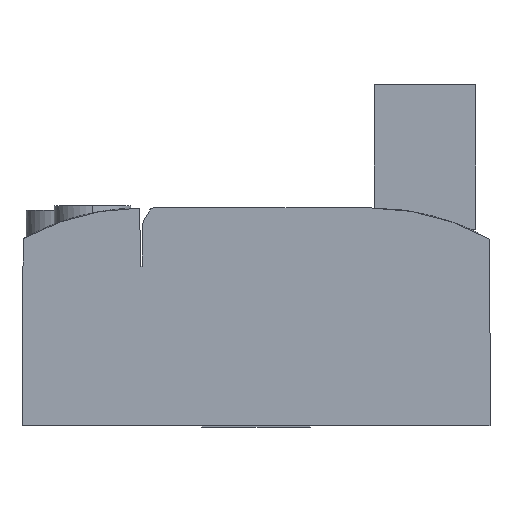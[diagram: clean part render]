
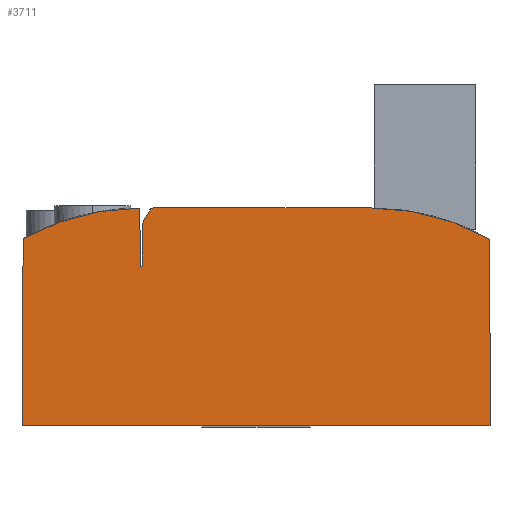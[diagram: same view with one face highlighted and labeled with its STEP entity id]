
A CAD part, left-side view. The second image highlights one B-rep face of the part: STEP entity #3711.
In plain terms, the highlighted planar face has unit normal (-1, 0, 0).
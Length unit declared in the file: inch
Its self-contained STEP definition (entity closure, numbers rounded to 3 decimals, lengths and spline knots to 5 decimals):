
#46 = ORIENTED_EDGE ( 'NONE', *, *, #1881, .T. ) ;
#91 = DIRECTION ( 'NONE',  ( 0., 0., -1. ) ) ;
#110 = CARTESIAN_POINT ( 'NONE',  ( -0.87598, 0.56783, 1.07058 ) ) ;
#192 = LINE ( 'NONE', #312, #1149 ) ;
#254 = DIRECTION ( 'NONE',  ( 0., 1., 0. ) ) ;
#270 = ORIENTED_EDGE ( 'NONE', *, *, #929, .F. ) ;
#303 = VECTOR ( 'NONE', #787, 39.37008 ) ;
#312 = CARTESIAN_POINT ( 'NONE',  ( -0.87598, 1.13691, 0.7874 ) ) ;
#331 = LINE ( 'NONE', #3829, #3681 ) ;
#404 = VERTEX_POINT ( 'NONE', #2458 ) ;
#463 = VECTOR ( 'NONE', #1192, 39.37008 ) ;
#466 = VECTOR ( 'NONE', #2100, 39.37008 ) ;
#489 = ORIENTED_EDGE ( 'NONE', *, *, #3272, .F. ) ;
#512 = EDGE_CURVE ( 'NONE', #2873, #1242, #4024, .T. ) ;
#524 = VERTEX_POINT ( 'NONE', #3121 ) ;
#526 = DIRECTION ( 'NONE',  ( 0., 0., -1. ) ) ;
#539 = DIRECTION ( 'NONE',  ( 0., -0.017, 1. ) ) ;
#550 = CARTESIAN_POINT ( 'NONE',  ( -0.87598, 0.50058, 1.05118 ) ) ;
#578 = ORIENTED_EDGE ( 'NONE', *, *, #512, .F. ) ;
#605 = ORIENTED_EDGE ( 'NONE', *, *, #628, .F. ) ;
#606 = EDGE_CURVE ( 'NONE', #821, #3926, #666, .T. ) ;
#628 = EDGE_CURVE ( 'NONE', #3316, #3122, #1948, .T. ) ;
#666 = CIRCLE ( 'NONE', #3406, 1.17126 ) ;
#715 = ORIENTED_EDGE ( 'NONE', *, *, #606, .F. ) ;
#727 = DIRECTION ( 'NONE',  ( 1., 0., 0. ) ) ;
#770 = DIRECTION ( 'NONE',  ( 1., 0., 0. ) ) ;
#787 = DIRECTION ( 'NONE',  ( 0., 1., 0. ) ) ;
#805 = DIRECTION ( 'NONE',  ( 0., 0.509, -0.861 ) ) ;
#816 = CARTESIAN_POINT ( 'NONE',  ( -0.87598, 0.555, 0.7874 ) ) ;
#821 = VERTEX_POINT ( 'NONE', #1605 ) ;
#830 = CARTESIAN_POINT ( 'NONE',  ( -0.87598, 0.50058, 1.07087 ) ) ;
#890 = AXIS2_PLACEMENT_3D ( 'NONE', #2018, #1421, #526 ) ;
#918 = EDGE_CURVE ( 'NONE', #3491, #2461, #4057, .T. ) ;
#929 = EDGE_CURVE ( 'NONE', #524, #3369, #1503, .T. ) ;
#1032 = DIRECTION ( 'NONE',  ( 0., 0., 1. ) ) ;
#1081 = CARTESIAN_POINT ( 'NONE',  ( -0.87598, 1.14173, 0.7874 ) ) ;
#1106 = ORIENTED_EDGE ( 'NONE', *, *, #2395, .F. ) ;
#1129 = EDGE_CURVE ( 'NONE', #3156, #3316, #3480, .T. ) ;
#1133 = CARTESIAN_POINT ( 'NONE',  ( -0.87598, 1.13691, 0.7874 ) ) ;
#1149 = VECTOR ( 'NONE', #1796, 39.37008 ) ;
#1150 = PLANE ( 'NONE',  #890 ) ;
#1192 = DIRECTION ( 'NONE',  ( 0., 0., 1. ) ) ;
#1223 = DIRECTION ( 'NONE',  ( 1., 0., 0. ) ) ;
#1242 = VERTEX_POINT ( 'NONE', #3257 ) ;
#1267 = CARTESIAN_POINT ( 'NONE',  ( -0.87598, 0.56287, -0.10067 ) ) ;
#1284 = VERTEX_POINT ( 'NONE', #1133 ) ;
#1317 = CARTESIAN_POINT ( 'NONE',  ( -0.87598, -0.56299, 1.07087 ) ) ;
#1341 = CARTESIAN_POINT ( 'NONE',  ( -0.87598, 0.56783, 1.07058 ) ) ;
#1357 = DIRECTION ( 'NONE',  ( 0., -0.017, -1. ) ) ;
#1375 = CARTESIAN_POINT ( 'NONE',  ( -0.87598, -1.14173, 1.05118 ) ) ;
#1421 = DIRECTION ( 'NONE',  ( 1., 0., 0. ) ) ;
#1485 = CARTESIAN_POINT ( 'NONE',  ( -0.87598, -1.1316, 0.92358 ) ) ;
#1503 = LINE ( 'NONE', #830, #466 ) ;
#1544 = ORIENTED_EDGE ( 'NONE', *, *, #2838, .T. ) ;
#1595 = CARTESIAN_POINT ( 'NONE',  ( -0.87598, -1.14173, 0.00787 ) ) ;
#1605 = CARTESIAN_POINT ( 'NONE',  ( -0.87598, 1.13457, 0.92159 ) ) ;
#1622 = CIRCLE ( 'NONE', #3018, 0.01969 ) ;
#1660 = CARTESIAN_POINT ( 'NONE',  ( -0.87598, 0.53162, 0.99861 ) ) ;
#1667 = VECTOR ( 'NONE', #805, 39.37008 ) ;
#1679 = ORIENTED_EDGE ( 'NONE', *, *, #918, .F. ) ;
#1709 = CARTESIAN_POINT ( 'NONE',  ( -0.87598, 0.5513, 0.99896 ) ) ;
#1756 = ORIENTED_EDGE ( 'NONE', *, *, #3195, .F. ) ;
#1788 = LINE ( 'NONE', #2697, #2663 ) ;
#1796 = DIRECTION ( 'NONE',  ( 0., -0.017, 1. ) ) ;
#1881 = EDGE_CURVE ( 'NONE', #3491, #3016, #1788, .T. ) ;
#1948 = LINE ( 'NONE', #1375, #3658 ) ;
#1950 = CARTESIAN_POINT ( 'NONE',  ( -0.87598, -1.14173, 0.90637 ) ) ;
#1975 = DIRECTION ( 'NONE',  ( 0., 0., 1. ) ) ;
#2018 = CARTESIAN_POINT ( 'NONE',  ( -0.87598, 0.50058, 1.05118 ) ) ;
#2059 = FACE_OUTER_BOUND ( 'NONE', #2796, .T. ) ;
#2100 = DIRECTION ( 'NONE',  ( 0., -1., 0. ) ) ;
#2211 = CIRCLE ( 'NONE', #3874, 0.01969 ) ;
#2320 = DIRECTION ( 'NONE',  ( 1., 0., 0. ) ) ;
#2326 = DIRECTION ( 'NONE',  ( 0., 0., 1. ) ) ;
#2346 = EDGE_CURVE ( 'NONE', #3369, #3156, #2542, .T. ) ;
#2381 = CARTESIAN_POINT ( 'NONE',  ( -0.87598, 0.54857, 1.00862 ) ) ;
#2395 = EDGE_CURVE ( 'NONE', #2461, #404, #2211, .T. ) ;
#2410 = VECTOR ( 'NONE', #1357, 39.37008 ) ;
#2440 = DIRECTION ( 'NONE',  ( 0., 1., 0. ) ) ;
#2443 = DIRECTION ( 'NONE',  ( 0., 0., 1. ) ) ;
#2458 = CARTESIAN_POINT ( 'NONE',  ( -0.87598, 0.54857, 1.00862 ) ) ;
#2461 = VERTEX_POINT ( 'NONE', #1709 ) ;
#2542 = CIRCLE ( 'NONE', #2743, 1.17126 ) ;
#2556 = ORIENTED_EDGE ( 'NONE', *, *, #1129, .F. ) ;
#2663 = VECTOR ( 'NONE', #254, 39.37008 ) ;
#2682 = CARTESIAN_POINT ( 'NONE',  ( -0.87598, 1.14173, 1.05118 ) ) ;
#2697 = CARTESIAN_POINT ( 'NONE',  ( -0.87598, 0.56289, 0.7874 ) ) ;
#2743 = AXIS2_PLACEMENT_3D ( 'NONE', #3566, #2320, #1032 ) ;
#2796 = EDGE_LOOP ( 'NONE', ( #1544, #1106, #1679, #46, #489, #715, #3736, #3451, #578, #1756, #605, #2556, #4060, #270, #2852 ) ) ;
#2838 = EDGE_CURVE ( 'NONE', #3059, #404, #3727, .T. ) ;
#2852 = ORIENTED_EDGE ( 'NONE', *, *, #4012, .F. ) ;
#2863 = VECTOR ( 'NONE', #539, 39.37008 ) ;
#2873 = VERTEX_POINT ( 'NONE', #3127 ) ;
#3016 = VERTEX_POINT ( 'NONE', #3315 ) ;
#3018 = AXIS2_PLACEMENT_3D ( 'NONE', #550, #1223, #2443 ) ;
#3059 = VERTEX_POINT ( 'NONE', #3293 ) ;
#3121 = CARTESIAN_POINT ( 'NONE',  ( -0.87598, 0.50058, 1.07087 ) ) ;
#3122 = VERTEX_POINT ( 'NONE', #1595 ) ;
#3127 = CARTESIAN_POINT ( 'NONE',  ( -0.87598, 1.14173, 0.00787 ) ) ;
#3156 = VERTEX_POINT ( 'NONE', #1485 ) ;
#3180 = EDGE_CURVE ( 'NONE', #1284, #821, #192, .T. ) ;
#3195 = EDGE_CURVE ( 'NONE', #3122, #2873, #331, .T. ) ;
#3257 = CARTESIAN_POINT ( 'NONE',  ( -0.87598, 1.14173, 0.7874 ) ) ;
#3272 = EDGE_CURVE ( 'NONE', #3926, #3016, #3571, .T. ) ;
#3293 = CARTESIAN_POINT ( 'NONE',  ( -0.87598, 0.51752, 1.06119 ) ) ;
#3315 = CARTESIAN_POINT ( 'NONE',  ( -0.87598, 0.56289, 0.7874 ) ) ;
#3316 = VERTEX_POINT ( 'NONE', #1950 ) ;
#3369 = VERTEX_POINT ( 'NONE', #1317 ) ;
#3402 = CARTESIAN_POINT ( 'NONE',  ( -0.87598, 0.555, 0.7874 ) ) ;
#3406 = AXIS2_PLACEMENT_3D ( 'NONE', #1267, #727, #1975 ) ;
#3451 = ORIENTED_EDGE ( 'NONE', *, *, #3786, .T. ) ;
#3480 = CIRCLE ( 'NONE', #3802, 0.01969 ) ;
#3491 = VERTEX_POINT ( 'NONE', #816 ) ;
#3566 = CARTESIAN_POINT ( 'NONE',  ( -0.87598, -0.56299, -0.10039 ) ) ;
#3571 = LINE ( 'NONE', #110, #2410 ) ;
#3619 = DIRECTION ( 'NONE',  ( 0., 0., 1. ) ) ;
#3650 = LINE ( 'NONE', #1081, #303 ) ;
#3658 = VECTOR ( 'NONE', #91, 39.37008 ) ;
#3681 = VECTOR ( 'NONE', #2440, 39.37008 ) ;
#3711 = ADVANCED_FACE ( 'NONE', ( #2059 ), #1150, .F. ) ;
#3727 = LINE ( 'NONE', #2381, #1667 ) ;
#3736 = ORIENTED_EDGE ( 'NONE', *, *, #3180, .F. ) ;
#3786 = EDGE_CURVE ( 'NONE', #1284, #1242, #3650, .T. ) ;
#3802 = AXIS2_PLACEMENT_3D ( 'NONE', #3887, #3925, #3619 ) ;
#3829 = CARTESIAN_POINT ( 'NONE',  ( -0.87598, 0.50058, 0.00787 ) ) ;
#3874 = AXIS2_PLACEMENT_3D ( 'NONE', #1660, #770, #2326 ) ;
#3887 = CARTESIAN_POINT ( 'NONE',  ( -0.87598, -1.12205, 0.90637 ) ) ;
#3925 = DIRECTION ( 'NONE',  ( 1., 0., 0. ) ) ;
#3926 = VERTEX_POINT ( 'NONE', #1341 ) ;
#4012 = EDGE_CURVE ( 'NONE', #3059, #524, #1622, .T. ) ;
#4024 = LINE ( 'NONE', #2682, #463 ) ;
#4057 = LINE ( 'NONE', #3402, #2863 ) ;
#4060 = ORIENTED_EDGE ( 'NONE', *, *, #2346, .F. ) ;
